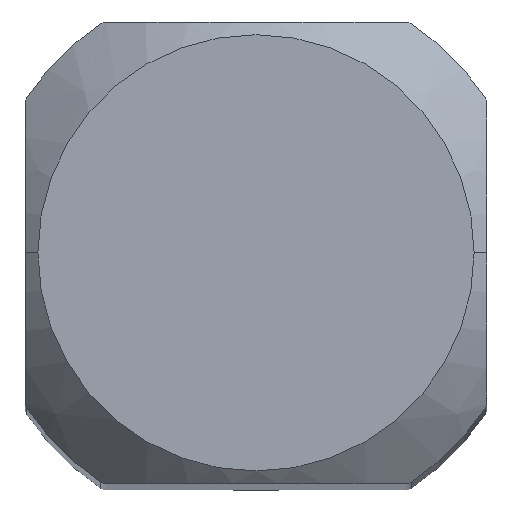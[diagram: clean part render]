
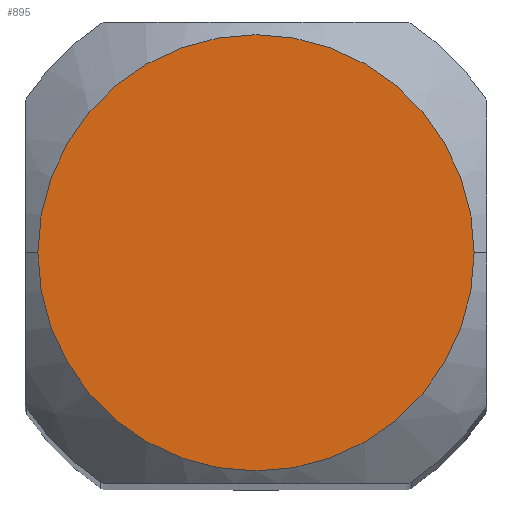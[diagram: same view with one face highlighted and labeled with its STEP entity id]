
A CAD part, top view. The second image highlights one B-rep face of the part: STEP entity #895.
In plain terms, the highlighted planar face has unit normal (0, 0, 1).
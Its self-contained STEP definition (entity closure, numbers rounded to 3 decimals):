
#10 = VERTEX_POINT ( 'NONE', #526 ) ;
#28 = CARTESIAN_POINT ( 'NONE',  ( -3., 0., 49.8 ) ) ;
#107 = CIRCLE ( 'NONE', #775, 3. ) ;
#133 = ORIENTED_EDGE ( 'NONE', *, *, #893, .T. ) ;
#170 = DIRECTION ( 'NONE',  ( 1., 0., 0. ) ) ;
#212 = CARTESIAN_POINT ( 'NONE',  ( 0., 0., 49.8 ) ) ;
#234 = CARTESIAN_POINT ( 'NONE',  ( 0., 0., 49.8 ) ) ;
#255 = EDGE_CURVE ( 'NONE', #10, #504, #107, .T. ) ;
#306 = ORIENTED_EDGE ( 'NONE', *, *, #255, .T. ) ;
#411 = DIRECTION ( 'NONE',  ( 0., 0., 1. ) ) ;
#434 = CIRCLE ( 'NONE', #621, 3. ) ;
#504 = VERTEX_POINT ( 'NONE', #28 ) ;
#526 = CARTESIAN_POINT ( 'NONE',  ( 3., 0., 49.8 ) ) ;
#599 = CARTESIAN_POINT ( 'NONE',  ( 0., 0., 49.8 ) ) ;
#621 = AXIS2_PLACEMENT_3D ( 'NONE', #234, #411, #170 ) ;
#651 = AXIS2_PLACEMENT_3D ( 'NONE', #599, #722, #727 ) ;
#707 = EDGE_LOOP ( 'NONE', ( #306, #133 ) ) ;
#709 = PLANE ( 'NONE',  #651 ) ;
#722 = DIRECTION ( 'NONE',  ( 0., 0., 1. ) ) ;
#727 = DIRECTION ( 'NONE',  ( 1., 0., 0. ) ) ;
#732 = DIRECTION ( 'NONE',  ( 0., 0., 1. ) ) ;
#775 = AXIS2_PLACEMENT_3D ( 'NONE', #212, #732, #813 ) ;
#813 = DIRECTION ( 'NONE',  ( 1., 0., 0. ) ) ;
#893 = EDGE_CURVE ( 'NONE', #504, #10, #434, .T. ) ;
#895 = ADVANCED_FACE ( 'NONE', ( #900 ), #709, .T. ) ;
#900 = FACE_OUTER_BOUND ( 'NONE', #707, .T. ) ;
